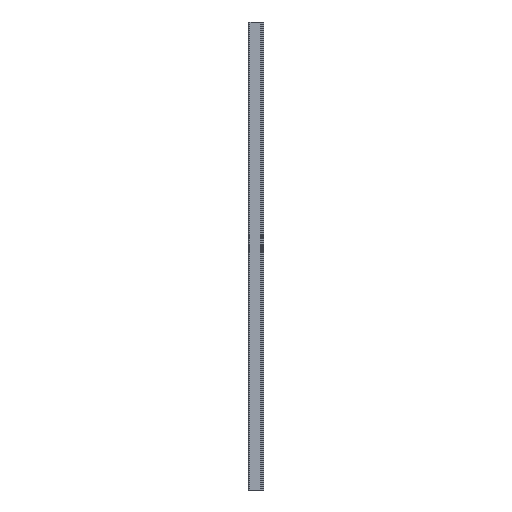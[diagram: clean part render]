
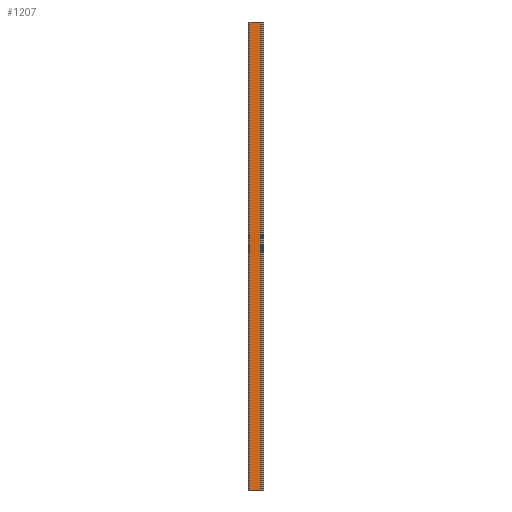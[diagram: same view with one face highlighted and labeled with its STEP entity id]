
A CAD part, left-side view. The second image highlights one B-rep face of the part: STEP entity #1207.
In plain terms, the highlighted planar face has unit normal (-1, 0, 0).
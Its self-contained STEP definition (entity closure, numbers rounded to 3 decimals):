
#21=PLANE('',#1333);
#59=FACE_OUTER_BOUND('',#123,.T.);
#123=EDGE_LOOP('',(#901,#902,#903,#904));
#203=LINE('',#1906,#321);
#220=LINE('',#1973,#338);
#221=LINE('',#1977,#339);
#222=LINE('',#1978,#340);
#321=VECTOR('',#1499,10.);
#338=VECTOR('',#1568,10.);
#339=VECTOR('',#1573,10.);
#340=VECTOR('',#1574,10.);
#528=VERTEX_POINT('',#1903);
#529=VERTEX_POINT('',#1905);
#553=VERTEX_POINT('',#1972);
#554=VERTEX_POINT('',#1976);
#655=EDGE_CURVE('',#529,#528,#203,.T.);
#689=EDGE_CURVE('',#529,#553,#220,.T.);
#691=EDGE_CURVE('',#554,#528,#221,.T.);
#692=EDGE_CURVE('',#553,#554,#222,.T.);
#901=ORIENTED_EDGE('',*,*,#689,.F.);
#902=ORIENTED_EDGE('',*,*,#655,.T.);
#903=ORIENTED_EDGE('',*,*,#691,.F.);
#904=ORIENTED_EDGE('',*,*,#692,.F.);
#1207=ADVANCED_FACE('',(#59),#21,.T.);
#1333=AXIS2_PLACEMENT_3D('',#1975,#1571,#1572);
#1499=DIRECTION('',(0.,-1.,0.));
#1568=DIRECTION('',(0.,0.,1.));
#1571=DIRECTION('center_axis',(-1.,0.,0.));
#1572=DIRECTION('ref_axis',(0.,-1.,0.));
#1573=DIRECTION('',(0.,0.,-1.));
#1574=DIRECTION('',(0.,-1.,0.));
#1903=CARTESIAN_POINT('',(-1.5,15.1,0.));
#1905=CARTESIAN_POINT('',(-1.5,69.897,0.));
#1906=CARTESIAN_POINT('',(-1.5,70.307,0.));
#1972=CARTESIAN_POINT('',(-1.5,69.897,2163.));
#1973=CARTESIAN_POINT('',(-1.5,69.897,0.));
#1975=CARTESIAN_POINT('Origin',(-1.5,70.307,0.));
#1976=CARTESIAN_POINT('',(-1.5,15.1,2163.));
#1977=CARTESIAN_POINT('',(-1.5,15.1,0.));
#1978=CARTESIAN_POINT('',(-1.5,70.307,2163.));
